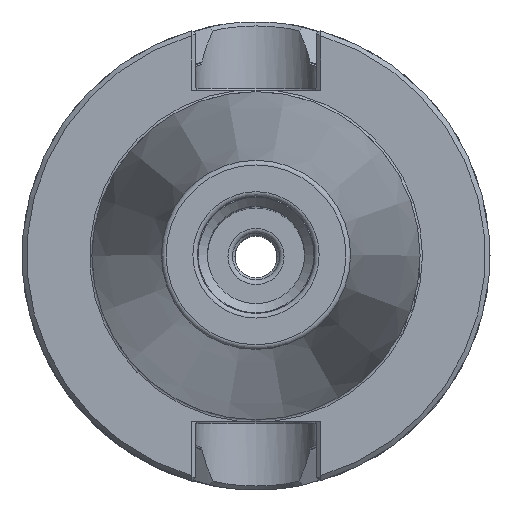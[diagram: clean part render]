
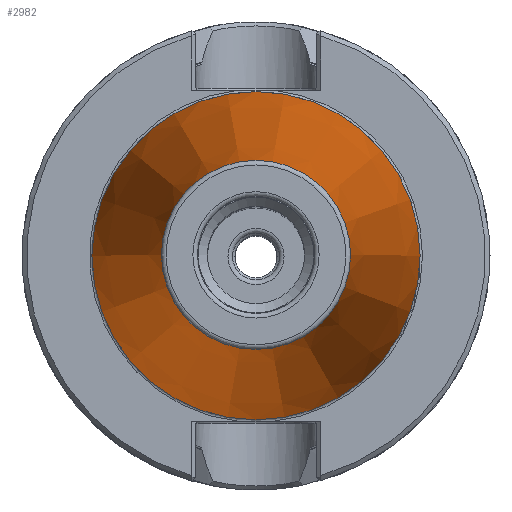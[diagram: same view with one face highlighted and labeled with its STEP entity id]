
A CAD part, top view. The second image highlights one B-rep face of the part: STEP entity #2982.
In plain terms, the highlighted conical face has half-angle 8.297 degrees and reference radius 20.204 mm.
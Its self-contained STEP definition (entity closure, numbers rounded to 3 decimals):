
#368=ORIENTED_EDGE('',*,*,#822,.T.);
#369=ORIENTED_EDGE('',*,*,#821,.F.);
#821=EDGE_CURVE('',#1062,#1062,#1251,.T.);
#822=EDGE_CURVE('',#1063,#1063,#1252,.T.);
#1062=VERTEX_POINT('',#4126);
#1063=VERTEX_POINT('',#4129);
#1251=CIRCLE('',#3173,20.204);
#1252=CIRCLE('',#3175,35.065);
#1411=EDGE_LOOP('',(#368));
#1412=EDGE_LOOP('',(#369));
#1661=FACE_BOUND('',#1411,.T.);
#1662=FACE_BOUND('',#1412,.T.);
#1859=CONICAL_SURFACE('',#3174,20.204,0.145);
#2982=ADVANCED_FACE('',(#1661,#1662),#1859,.T.);
#3173=AXIS2_PLACEMENT_3D('',#4125,#3523,#3524);
#3174=AXIS2_PLACEMENT_3D('',#4127,#3525,#3526);
#3175=AXIS2_PLACEMENT_3D('',#4128,#3527,#3528);
#3523=DIRECTION('',(0.,0.,1.));
#3524=DIRECTION('',(1.,0.,0.));
#3525=DIRECTION('',(0.,0.,-1.));
#3526=DIRECTION('',(-1.,0.,0.));
#3527=DIRECTION('',(0.,0.,1.));
#3528=DIRECTION('',(1.,0.,0.));
#4125=CARTESIAN_POINT('',(0.,0.,100.944));
#4126=CARTESIAN_POINT('',(20.204,0.,100.944));
#4127=CARTESIAN_POINT('',(0.,0.,100.944));
#4128=CARTESIAN_POINT('',(0.,0.,-0.963));
#4129=CARTESIAN_POINT('',(35.065,0.,-0.963));
